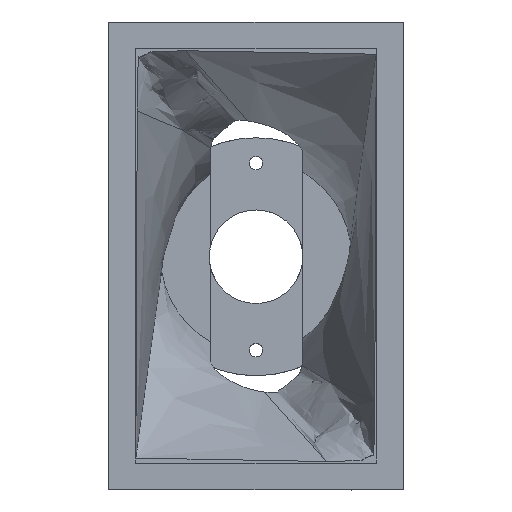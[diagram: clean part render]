
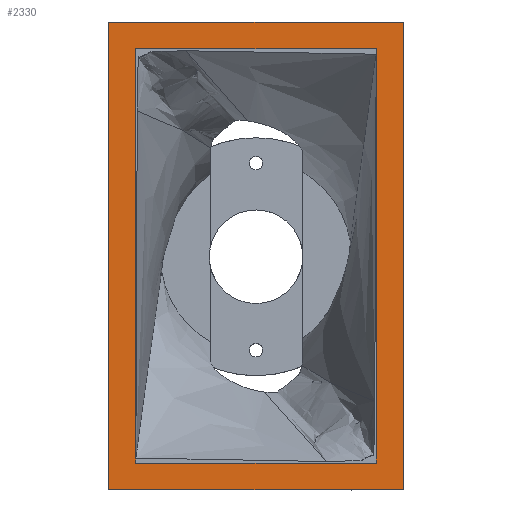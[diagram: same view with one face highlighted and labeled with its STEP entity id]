
A CAD part, top view. The second image highlights one B-rep face of the part: STEP entity #2330.
In plain terms, the highlighted planar face has unit normal (0, 0, 1).
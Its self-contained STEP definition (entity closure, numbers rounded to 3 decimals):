
#1 = CARTESIAN_POINT ( 'NONE',  ( 15.05, 23.55, 67.93 ) ) ;
#37 = EDGE_CURVE ( 'NONE', #617, #2761, #2272, .T. ) ;
#44 = ORIENTED_EDGE ( 'NONE', *, *, #37, .T. ) ;
#59 = DIRECTION ( 'NONE',  ( 0., -1., 0. ) ) ;
#295 = VECTOR ( 'NONE', #8479, 1000. ) ;
#330 = VECTOR ( 'NONE', #59, 1000. ) ;
#613 = PLANE ( 'NONE',  #4164 ) ;
#617 = VERTEX_POINT ( 'NONE', #5511 ) ;
#760 = VERTEX_POINT ( 'NONE', #2542 ) ;
#1017 = ORIENTED_EDGE ( 'NONE', *, *, #4825, .F. ) ;
#1208 = CARTESIAN_POINT ( 'NONE',  ( 15.05, 21.55, 67.93 ) ) ;
#1379 = VECTOR ( 'NONE', #7152, 1000. ) ;
#1481 = EDGE_CURVE ( 'NONE', #7350, #7367, #8313, .T. ) ;
#1701 = ORIENTED_EDGE ( 'NONE', *, *, #5692, .T. ) ;
#2272 = LINE ( 'NONE', #8513, #295 ) ;
#2326 = EDGE_LOOP ( 'NONE', ( #4603, #1701, #7624, #44 ) ) ;
#2330 = ADVANCED_FACE ( 'NONE', ( #3368, #5370 ), #613, .F. ) ;
#2475 = EDGE_CURVE ( 'NONE', #2761, #760, #2891, .T. ) ;
#2531 = LINE ( 'NONE', #8441, #6549 ) ;
#2542 = CARTESIAN_POINT ( 'NONE',  ( -2.95, 21.55, 67.93 ) ) ;
#2761 = VERTEX_POINT ( 'NONE', #6865 ) ;
#2860 = CARTESIAN_POINT ( 'NONE',  ( 0., 0., 67.93 ) ) ;
#2891 = LINE ( 'NONE', #7401, #6892 ) ;
#3122 = LINE ( 'NONE', #5646, #1379 ) ;
#3359 = CARTESIAN_POINT ( 'NONE',  ( -4.95, -11.45, 67.93 ) ) ;
#3368 = FACE_BOUND ( 'NONE', #2326, .T. ) ;
#3518 = CARTESIAN_POINT ( 'NONE',  ( 17.05, 23.55, 67.93 ) ) ;
#4164 = AXIS2_PLACEMENT_3D ( 'NONE', #2860, #4377, #9651 ) ;
#4193 = EDGE_CURVE ( 'NONE', #4641, #7350, #6775, .T. ) ;
#4377 = DIRECTION ( 'NONE',  ( 0., 0., -1. ) ) ;
#4544 = DIRECTION ( 'NONE',  ( 0., -1., 0. ) ) ;
#4561 = VERTEX_POINT ( 'NONE', #1208 ) ;
#4603 = ORIENTED_EDGE ( 'NONE', *, *, #2475, .T. ) ;
#4641 = VERTEX_POINT ( 'NONE', #5385 ) ;
#4771 = VECTOR ( 'NONE', #9117, 1000. ) ;
#4786 = EDGE_LOOP ( 'NONE', ( #7123, #8284, #6849, #1017 ) ) ;
#4825 = EDGE_CURVE ( 'NONE', #7367, #6917, #2531, .T. ) ;
#5260 = VECTOR ( 'NONE', #5851, 1000. ) ;
#5370 = FACE_OUTER_BOUND ( 'NONE', #4786, .T. ) ;
#5385 = CARTESIAN_POINT ( 'NONE',  ( -4.95, 23.55, 67.93 ) ) ;
#5493 = LINE ( 'NONE', #6608, #5260 ) ;
#5511 = CARTESIAN_POINT ( 'NONE',  ( 15.05, -9.45, 67.93 ) ) ;
#5646 = CARTESIAN_POINT ( 'NONE',  ( -4.95, -11.45, 67.93 ) ) ;
#5692 = EDGE_CURVE ( 'NONE', #760, #4561, #5493, .T. ) ;
#5851 = DIRECTION ( 'NONE',  ( 1., 0., 0. ) ) ;
#5931 = DIRECTION ( 'NONE',  ( 0., 1., 0. ) ) ;
#5961 = CARTESIAN_POINT ( 'NONE',  ( 17.05, -11.45, 67.93 ) ) ;
#6079 = VECTOR ( 'NONE', #4544, 1000. ) ;
#6516 = EDGE_CURVE ( 'NONE', #4561, #617, #8317, .T. ) ;
#6549 = VECTOR ( 'NONE', #9195, 1000. ) ;
#6608 = CARTESIAN_POINT ( 'NONE',  ( -4.95, 21.55, 67.93 ) ) ;
#6775 = LINE ( 'NONE', #8430, #4771 ) ;
#6849 = ORIENTED_EDGE ( 'NONE', *, *, #7580, .F. ) ;
#6865 = CARTESIAN_POINT ( 'NONE',  ( -2.95, -9.45, 67.93 ) ) ;
#6892 = VECTOR ( 'NONE', #5931, 1000. ) ;
#6917 = VERTEX_POINT ( 'NONE', #3359 ) ;
#7123 = ORIENTED_EDGE ( 'NONE', *, *, #1481, .F. ) ;
#7152 = DIRECTION ( 'NONE',  ( 0., 1., 0. ) ) ;
#7350 = VERTEX_POINT ( 'NONE', #3518 ) ;
#7367 = VERTEX_POINT ( 'NONE', #5961 ) ;
#7401 = CARTESIAN_POINT ( 'NONE',  ( -2.95, -11.45, 67.93 ) ) ;
#7538 = CARTESIAN_POINT ( 'NONE',  ( 17.05, 23.55, 67.93 ) ) ;
#7580 = EDGE_CURVE ( 'NONE', #6917, #4641, #3122, .T. ) ;
#7624 = ORIENTED_EDGE ( 'NONE', *, *, #6516, .T. ) ;
#8284 = ORIENTED_EDGE ( 'NONE', *, *, #4193, .F. ) ;
#8313 = LINE ( 'NONE', #7538, #6079 ) ;
#8317 = LINE ( 'NONE', #1, #330 ) ;
#8430 = CARTESIAN_POINT ( 'NONE',  ( -4.95, 23.55, 67.93 ) ) ;
#8441 = CARTESIAN_POINT ( 'NONE',  ( 17.05, -11.45, 67.93 ) ) ;
#8479 = DIRECTION ( 'NONE',  ( -1., 0., 0. ) ) ;
#8513 = CARTESIAN_POINT ( 'NONE',  ( 17.05, -9.45, 67.93 ) ) ;
#9117 = DIRECTION ( 'NONE',  ( 1., 0., 0. ) ) ;
#9195 = DIRECTION ( 'NONE',  ( -1., 0., 0. ) ) ;
#9651 = DIRECTION ( 'NONE',  ( -1., 0., 0. ) ) ;
